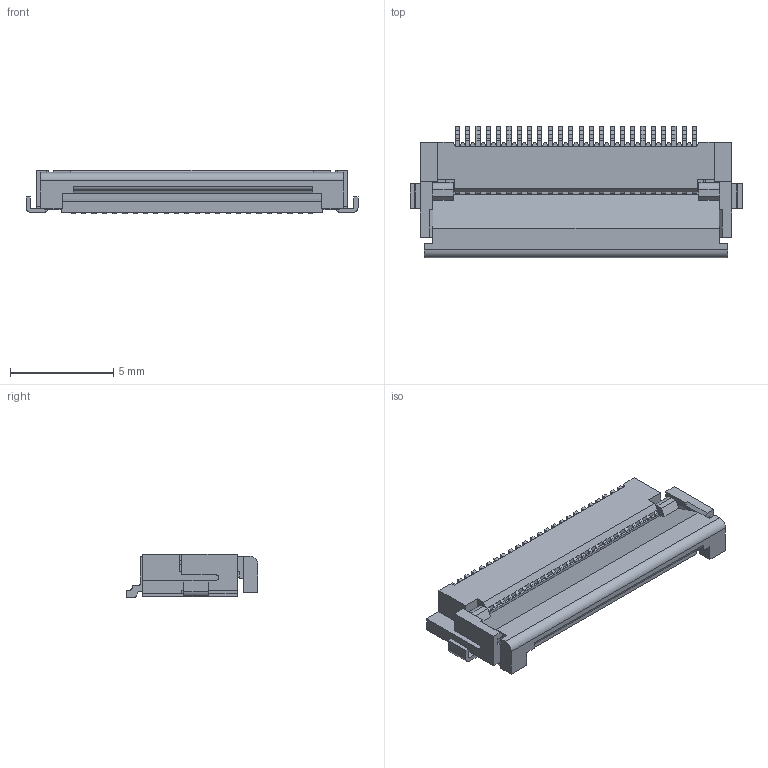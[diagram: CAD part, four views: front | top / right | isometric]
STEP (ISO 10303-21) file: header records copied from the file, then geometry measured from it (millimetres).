
FILE_DESCRIPTION (( 'STEP AP214' ), '1' );
FILE_NAME ('FPC-SMD_FH12-24S-0.5SH-55.step', '2023-10-13T01:36:19', ( '' ), ( '' ), 'SwSTEP 2.0', 'SolidWorks 2020', '' );
FILE_SCHEMA (( 'AUTOMOTIVE_DESIGN' ));
Length unit declared in the file: millimetre
Products named in the file (1): FPC-SMD_FH12-24S-0.5SH-55
Bounding box: 16.1 x 6.4 x 2.1 mm (x, y, z)
Volume: 123.5 mm3; surface area: 431.3 mm2
Topology: 1 solids, 1 shells, 1138 faces, 3259 edges, 2136 vertices
Faces by surface type: plane 878, cylinder 162, bspline 98
Entity records: 49725 total; most frequent: CARTESIAN_POINT 7840, ORIENTED_EDGE 6518, DIRECTION 5467, EDGE_CURVE 3259, VECTOR 2733, LINE 2733, VERTEX_POINT 2136, AXIS2_PLACEMENT_3D 1367
